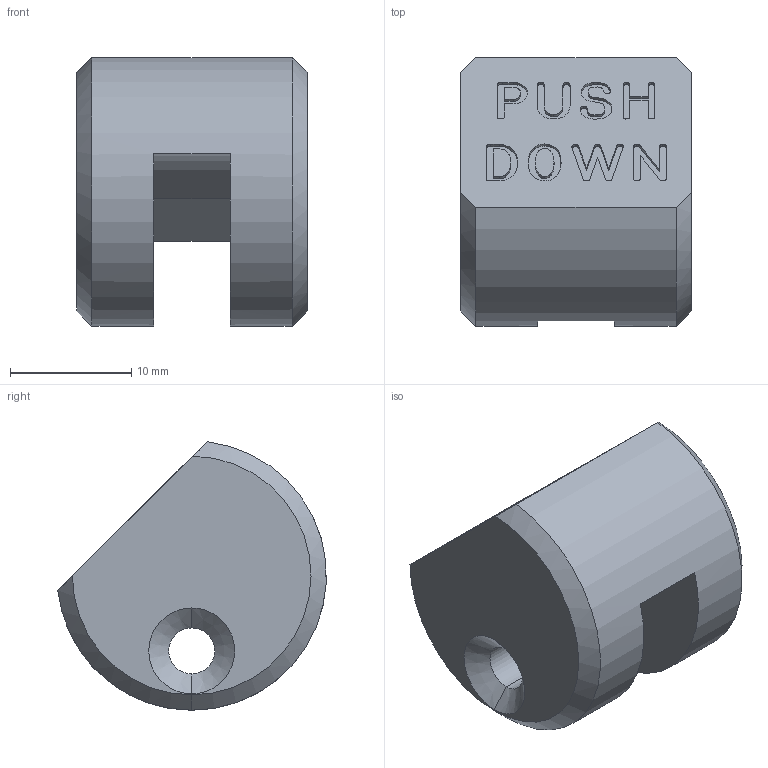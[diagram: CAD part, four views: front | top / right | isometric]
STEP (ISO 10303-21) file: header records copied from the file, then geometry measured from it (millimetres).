
FILE_DESCRIPTION (( 'STEP AP214' ), '1' );
FILE_NAME ('Rudder Pedal Adjust Knob.STEP', '2021-07-08T21:02:33', ( '' ), ( '' ), 'SwSTEP 2.0', 'SolidWorks 2019', '' );
FILE_SCHEMA (( 'AUTOMOTIVE_DESIGN' ));
Length unit declared in the file: inch
Products named in the file (1): Rudder Pedal Adjust Knob
Bounding box: 19.05 x 22.14 x 22.15 mm (x, y, z)
Volume: 4631 mm3; surface area: 2442.5 mm2
Topology: 1 solids, 1 shells, 187 faces, 516 edges, 343 vertices
Faces by surface type: bspline 100, plane 75, cylinder 6, cone 6
Entity records: 11460 total; most frequent: CARTESIAN_POINT 5269, ORIENTED_EDGE 1032, EDGE_CURVE 516, DIRECTION 508, VERTEX_POINT 343, VECTOR 288, LINE 288, B_SPLINE_CURVE_WITH_KNOTS 206
